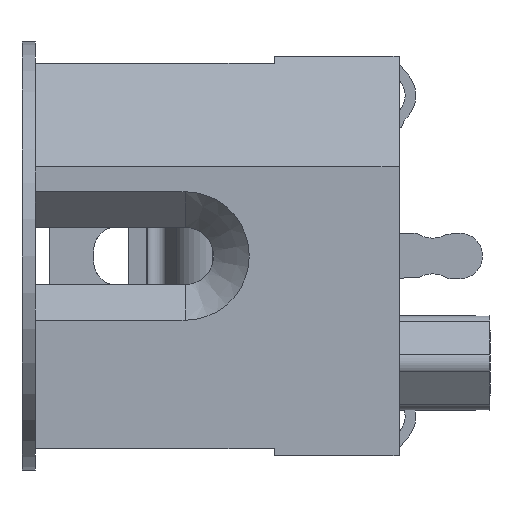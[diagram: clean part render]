
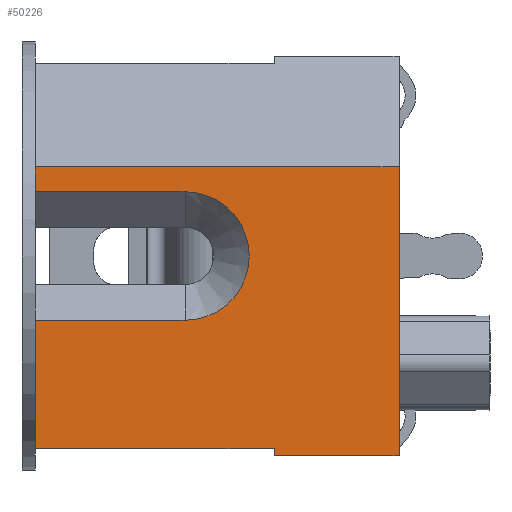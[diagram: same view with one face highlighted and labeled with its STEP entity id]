
A CAD part, left-side view. The second image highlights one B-rep face of the part: STEP entity #50226.
In plain terms, the highlighted planar face has unit normal (-1, 0, 0).
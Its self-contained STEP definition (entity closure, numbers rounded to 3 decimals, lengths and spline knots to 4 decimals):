
#1761=CIRCLE('',#52699,0.9);
#3381=ORIENTED_EDGE('',*,*,#18034,.T.);
#3382=ORIENTED_EDGE('',*,*,#18035,.T.);
#3383=ORIENTED_EDGE('',*,*,#17639,.F.);
#3384=ORIENTED_EDGE('',*,*,#18036,.T.);
#3385=ORIENTED_EDGE('',*,*,#18031,.F.);
#3386=ORIENTED_EDGE('',*,*,#18037,.T.);
#3387=ORIENTED_EDGE('',*,*,#18038,.T.);
#3388=ORIENTED_EDGE('',*,*,#18039,.F.);
#3389=ORIENTED_EDGE('',*,*,#17627,.F.);
#3390=ORIENTED_EDGE('',*,*,#18040,.F.);
#17627=EDGE_CURVE('',#24995,#24996,#29935,.T.);
#17639=EDGE_CURVE('',#25006,#25007,#29947,.T.);
#18031=EDGE_CURVE('',#25322,#25323,#30325,.T.);
#18034=EDGE_CURVE('',#25324,#25325,#1761,.T.);
#18035=EDGE_CURVE('',#25325,#25007,#30328,.T.);
#18036=EDGE_CURVE('',#25006,#25323,#30329,.T.);
#18037=EDGE_CURVE('',#25322,#25326,#30330,.T.);
#18038=EDGE_CURVE('',#25326,#25327,#30331,.T.);
#18039=EDGE_CURVE('',#24996,#25327,#30332,.T.);
#18040=EDGE_CURVE('',#25324,#24995,#30333,.T.);
#24995=VERTEX_POINT('',#71087);
#24996=VERTEX_POINT('',#71089);
#25006=VERTEX_POINT('',#71111);
#25007=VERTEX_POINT('',#71113);
#25322=VERTEX_POINT('',#71892);
#25323=VERTEX_POINT('',#71893);
#25324=VERTEX_POINT('',#71898);
#25325=VERTEX_POINT('',#71899);
#25326=VERTEX_POINT('',#71903);
#25327=VERTEX_POINT('',#71905);
#29935=LINE('',#71088,#35385);
#29947=LINE('',#71112,#35397);
#30325=LINE('',#71891,#35775);
#30328=LINE('',#71900,#35778);
#30329=LINE('',#71901,#35779);
#30330=LINE('',#71902,#35780);
#30331=LINE('',#71904,#35781);
#30332=LINE('',#71906,#35782);
#30333=LINE('',#71907,#35783);
#35385=VECTOR('',#57001,1000.);
#35397=VECTOR('',#57015,1000.);
#35775=VECTOR('',#57565,1000.);
#35778=VECTOR('',#57572,1000.);
#35779=VECTOR('',#57573,1000.);
#35780=VECTOR('',#57574,1000.);
#35781=VECTOR('',#57575,1000.);
#35782=VECTOR('',#57576,1000.);
#35783=VECTOR('',#57577,1000.);
#40788=EDGE_LOOP('',(#3381,#3382,#3383,#3384,#3385,#3386,#3387,#3388,#3389,
#3390));
#43232=FACE_BOUND('',#40788,.T.);
#45674=PLANE('',#52698);
#50226=ADVANCED_FACE('',(#43232),#45674,.F.);
#52698=AXIS2_PLACEMENT_3D('',#71896,#57568,#57569);
#52699=AXIS2_PLACEMENT_3D('',#71897,#57570,#57571);
#57001=DIRECTION('',(0.,0.,1.));
#57015=DIRECTION('',(0.,0.,1.));
#57565=DIRECTION('',(0.,0.,1.));
#57568=DIRECTION('',(1.,0.,0.));
#57569=DIRECTION('',(0.,0.,-1.));
#57570=DIRECTION('',(1.,0.,0.));
#57571=DIRECTION('',(0.,0.,-1.));
#57572=DIRECTION('',(0.,1.,0.));
#57573=DIRECTION('',(0.,-1.,0.));
#57574=DIRECTION('',(0.,-1.,0.));
#57575=DIRECTION('',(0.,0.,1.));
#57576=DIRECTION('',(0.,-1.,0.));
#57577=DIRECTION('',(0.,1.,0.));
#71087=CARTESIAN_POINT('',(-13.75,5.1,0.9));
#71088=CARTESIAN_POINT('',(-13.75,5.1,-2.7));
#71089=CARTESIAN_POINT('',(-13.75,5.1,1.25));
#71111=CARTESIAN_POINT('',(-13.75,5.1,-2.7));
#71112=CARTESIAN_POINT('',(-13.75,5.1,-2.7));
#71113=CARTESIAN_POINT('',(-13.75,5.1,-0.9));
#71891=CARTESIAN_POINT('',(-13.75,1.75,-2.8));
#71892=CARTESIAN_POINT('',(-13.75,1.75,-2.8));
#71893=CARTESIAN_POINT('',(-13.75,1.75,-2.7));
#71896=CARTESIAN_POINT('',(-13.75,1.75,-2.8));
#71897=CARTESIAN_POINT('',(-13.75,3.,0.));
#71898=CARTESIAN_POINT('',(-13.75,3.,0.9));
#71899=CARTESIAN_POINT('',(-13.75,3.,-0.9));
#71900=CARTESIAN_POINT('',(-13.75,3.,-0.9));
#71901=CARTESIAN_POINT('',(-13.75,5.1,-2.7));
#71902=CARTESIAN_POINT('',(-13.75,1.75,-2.8));
#71903=CARTESIAN_POINT('',(-13.75,0.,-2.8));
#71904=CARTESIAN_POINT('',(-13.75,0.,-2.8));
#71905=CARTESIAN_POINT('',(-13.75,0.,1.25));
#71906=CARTESIAN_POINT('',(-13.75,1.75,1.25));
#71907=CARTESIAN_POINT('',(-13.75,3.,0.9));
